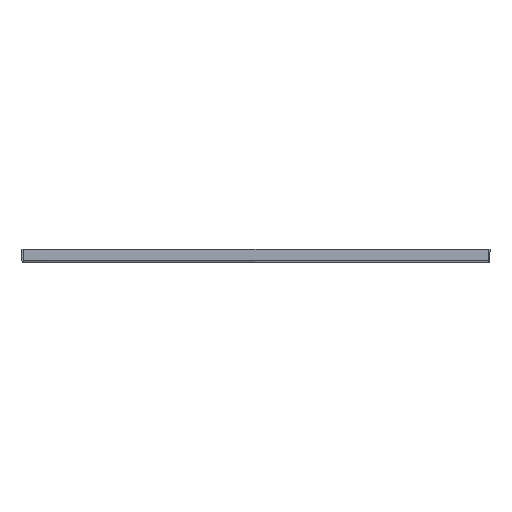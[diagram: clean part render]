
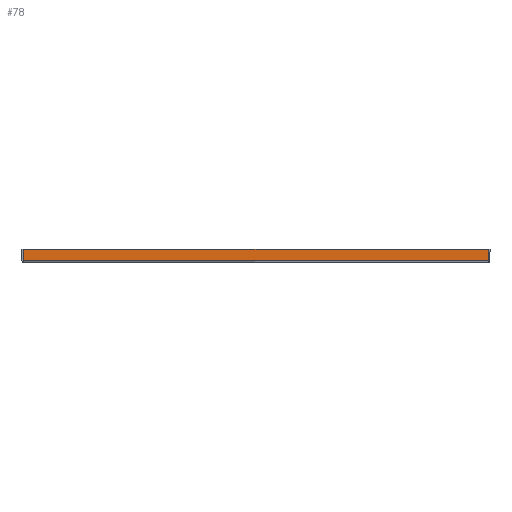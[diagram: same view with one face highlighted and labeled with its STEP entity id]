
A CAD part, front view. The second image highlights one B-rep face of the part: STEP entity #78.
In plain terms, the highlighted planar face has unit normal (0, -1, 0).
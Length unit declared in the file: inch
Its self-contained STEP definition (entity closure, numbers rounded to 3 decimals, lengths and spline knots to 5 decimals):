
#78 = ADVANCED_FACE ( 'NONE', ( #960 ), #566, .T. ) ;
#126 = CARTESIAN_POINT ( 'NONE',  ( 29.01333, 0., 0.1075 ) ) ;
#239 = ORIENTED_EDGE ( 'NONE', *, *, #1076, .T. ) ;
#257 = ORIENTED_EDGE ( 'NONE', *, *, #1202, .F. ) ;
#264 = ORIENTED_EDGE ( 'NONE', *, *, #1116, .F. ) ;
#302 = DIRECTION ( 'NONE',  ( 0., 0., -1. ) ) ;
#387 = LINE ( 'NONE', #2062, #2225 ) ;
#549 = DIRECTION ( 'NONE',  ( 0., 0., -1. ) ) ;
#566 = PLANE ( 'NONE',  #2023 ) ;
#598 = EDGE_LOOP ( 'NONE', ( #264, #257, #239, #1835 ) ) ;
#640 = VECTOR ( 'NONE', #656, 39.37008 ) ;
#656 = DIRECTION ( 'NONE',  ( 1., 0., 0. ) ) ;
#715 = CARTESIAN_POINT ( 'NONE',  ( 0., 0., 0. ) ) ;
#792 = VERTEX_POINT ( 'NONE', #2041 ) ;
#843 = EDGE_CURVE ( 'NONE', #1766, #1967, #1072, .T. ) ;
#895 = DIRECTION ( 'NONE',  ( 0., -1., 0. ) ) ;
#951 = VECTOR ( 'NONE', #953, 39.37008 ) ;
#953 = DIRECTION ( 'NONE',  ( 1., 0., 0. ) ) ;
#960 = FACE_OUTER_BOUND ( 'NONE', #598, .T. ) ;
#1071 = CARTESIAN_POINT ( 'NONE',  ( 0.11167, 0., 0.828 ) ) ;
#1072 = LINE ( 'NONE', #2260, #951 ) ;
#1076 = EDGE_CURVE ( 'NONE', #2116, #1766, #1867, .T. ) ;
#1116 = EDGE_CURVE ( 'NONE', #792, #1967, #387, .T. ) ;
#1202 = EDGE_CURVE ( 'NONE', #2116, #792, #2060, .T. ) ;
#1507 = DIRECTION ( 'NONE',  ( 0., 0., -1. ) ) ;
#1741 = CARTESIAN_POINT ( 'NONE',  ( 0.11167, 0., 0.1075 ) ) ;
#1766 = VERTEX_POINT ( 'NONE', #1741 ) ;
#1835 = ORIENTED_EDGE ( 'NONE', *, *, #843, .T. ) ;
#1867 = LINE ( 'NONE', #1959, #2290 ) ;
#1959 = CARTESIAN_POINT ( 'NONE',  ( 0.11167, 0., 0. ) ) ;
#1962 = CARTESIAN_POINT ( 'NONE',  ( 29.125, 0., 0.828 ) ) ;
#1967 = VERTEX_POINT ( 'NONE', #126 ) ;
#2023 = AXIS2_PLACEMENT_3D ( 'NONE', #715, #895, #549 ) ;
#2041 = CARTESIAN_POINT ( 'NONE',  ( 29.01333, 0., 0.828 ) ) ;
#2060 = LINE ( 'NONE', #1962, #640 ) ;
#2062 = CARTESIAN_POINT ( 'NONE',  ( 29.01333, 0., 0.1046 ) ) ;
#2116 = VERTEX_POINT ( 'NONE', #1071 ) ;
#2225 = VECTOR ( 'NONE', #1507, 39.37008 ) ;
#2260 = CARTESIAN_POINT ( 'NONE',  ( 0., 0., 0.1075 ) ) ;
#2290 = VECTOR ( 'NONE', #302, 39.37008 ) ;
